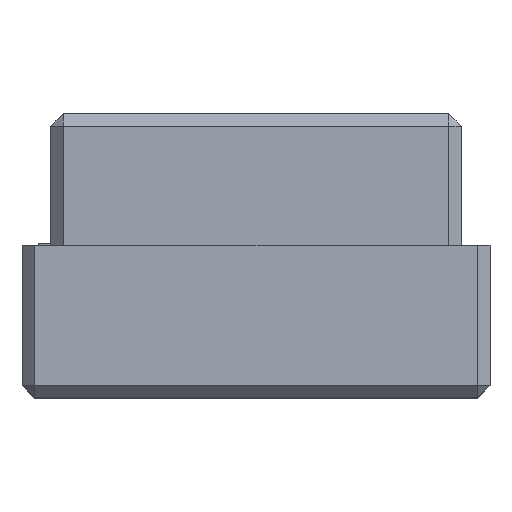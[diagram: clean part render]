
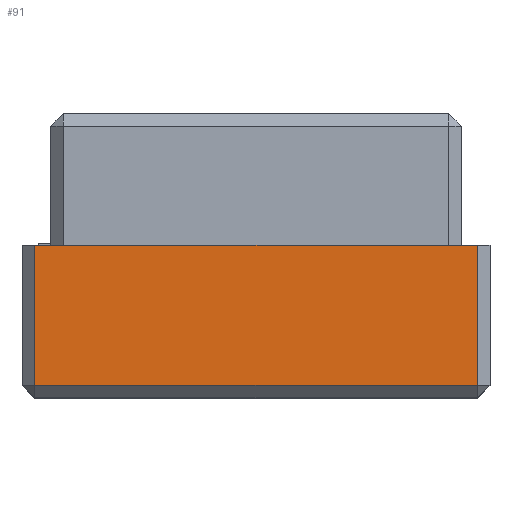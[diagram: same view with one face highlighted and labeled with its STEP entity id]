
A CAD part, top view. The second image highlights one B-rep face of the part: STEP entity #91.
In plain terms, the highlighted planar face has unit normal (0, 0, 1).
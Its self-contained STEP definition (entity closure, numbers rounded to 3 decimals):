
#91=ADVANCED_FACE('',(#460),#462,.T.);
#460=FACE_BOUND('',#461,.T.);
#461=EDGE_LOOP('',(#915,#916,#917,#918));
#462=PLANE('',#463);
#463=AXIS2_PLACEMENT_3D('',#464,#465,#466);
#464=CARTESIAN_POINT('',(0.,-22.7,49.2));
#465=DIRECTION('',(0.,0.,1.));
#466=DIRECTION('',(1.,0.,0.));
#915=ORIENTED_EDGE('',*,*,#1135,.T.);
#916=ORIENTED_EDGE('',*,*,#1141,.F.);
#917=ORIENTED_EDGE('',*,*,#1144,.T.);
#918=ORIENTED_EDGE('',*,*,#1150,.T.);
#1135=EDGE_CURVE('',#1305,#1303,#1306,.T.);
#1141=EDGE_CURVE('',#1313,#1303,#1315,.T.);
#1144=EDGE_CURVE('',#1313,#1317,#1319,.T.);
#1150=EDGE_CURVE('',#1317,#1305,#1325,.T.);
#1303=VERTEX_POINT('',#1606);
#1305=VERTEX_POINT('',#1610);
#1306=LINE('',#1611,#1612);
#1313=VERTEX_POINT('',#1628);
#1315=LINE('',#1632,#1633);
#1317=VERTEX_POINT('',#1638);
#1319=LINE('',#1642,#1643);
#1325=LINE('',#1660,#1661);
#1606=CARTESIAN_POINT('',(1.,-10.5,49.2));
#1610=CARTESIAN_POINT('',(36.4,-10.5,49.2));
#1611=CARTESIAN_POINT('',(36.4,-10.5,49.2));
#1612=VECTOR('',#1613,1.);
#1613=DIRECTION('',(-1.,0.,0.));
#1628=CARTESIAN_POINT('',(1.,-21.7,49.2));
#1632=CARTESIAN_POINT('',(1.,-21.7,49.2));
#1633=VECTOR('',#1634,1.);
#1634=DIRECTION('',(0.,1.,0.));
#1638=CARTESIAN_POINT('',(36.4,-21.7,49.2));
#1642=CARTESIAN_POINT('',(1.,-21.7,49.2));
#1643=VECTOR('',#1644,1.);
#1644=DIRECTION('',(1.,0.,0.));
#1660=CARTESIAN_POINT('',(36.4,-21.7,49.2));
#1661=VECTOR('',#1662,1.);
#1662=DIRECTION('',(0.,1.,0.));
